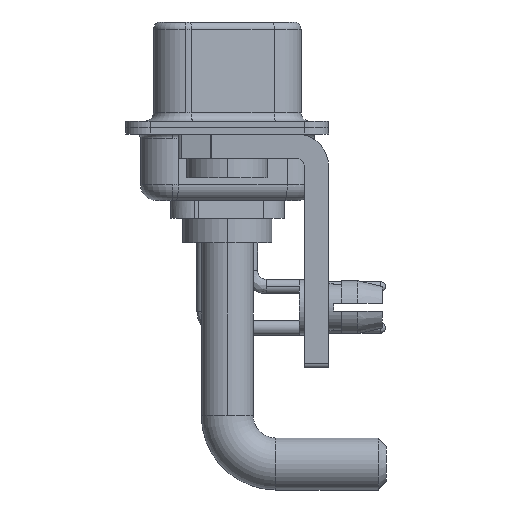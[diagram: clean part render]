
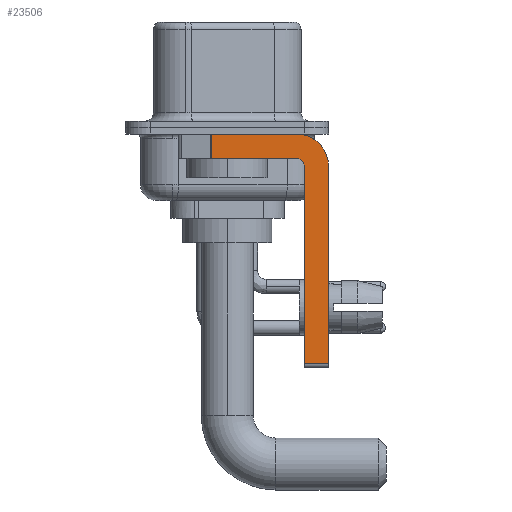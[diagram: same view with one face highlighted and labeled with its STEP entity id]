
A CAD part, left-side view. The second image highlights one B-rep face of the part: STEP entity #23506.
In plain terms, the highlighted planar face has unit normal (-1, 0, 0).
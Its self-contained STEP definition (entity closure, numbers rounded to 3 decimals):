
#175 = CARTESIAN_POINT ( 'NONE',  ( -2.9, -4.75, -2.4 ) ) ;
#184 = DIRECTION ( 'NONE',  ( 1., 0., 0. ) ) ;
#484 = DIRECTION ( 'NONE',  ( 0., -1., 0. ) ) ;
#610 = CARTESIAN_POINT ( 'NONE',  ( -2.9, -4.25, -14.55 ) ) ;
#947 = LINE ( 'NONE', #22475, #8080 ) ;
#1351 = DIRECTION ( 'NONE',  ( 0., 0., 1. ) ) ;
#1727 = VERTEX_POINT ( 'NONE', #4188 ) ;
#2059 = PLANE ( 'NONE',  #2087 ) ;
#2087 = AXIS2_PLACEMENT_3D ( 'NONE', #14011, #21588, #8146 ) ;
#2150 = DIRECTION ( 'NONE',  ( 0., 0., -1. ) ) ;
#2481 = CIRCLE ( 'NONE', #23519, 2. ) ;
#2849 = DIRECTION ( 'NONE',  ( 0., 1., 0. ) ) ;
#2896 = ORIENTED_EDGE ( 'NONE', *, *, #24557, .T. ) ;
#3373 = DIRECTION ( 'NONE',  ( 0., -1., 0. ) ) ;
#3581 = VERTEX_POINT ( 'NONE', #10927 ) ;
#3762 = EDGE_CURVE ( 'NONE', #21367, #23381, #11803, .T. ) ;
#4188 = CARTESIAN_POINT ( 'NONE',  ( -2.9, 0.978, -0.4 ) ) ;
#4294 = CARTESIAN_POINT ( 'NONE',  ( -2.9, -4.75, -14.8 ) ) ;
#5113 = DIRECTION ( 'NONE',  ( 0., 0., -1. ) ) ;
#5661 = VECTOR ( 'NONE', #3373, 1000. ) ;
#5756 = VECTOR ( 'NONE', #484, 1000. ) ;
#6552 = EDGE_CURVE ( 'NONE', #1727, #3581, #11491, .T. ) ;
#6562 = CARTESIAN_POINT ( 'NONE',  ( -2.9, -4.25, -1.9 ) ) ;
#7858 = EDGE_CURVE ( 'NONE', #1727, #16266, #947, .T. ) ;
#8080 = VECTOR ( 'NONE', #5113, 1000. ) ;
#8146 = DIRECTION ( 'NONE',  ( 0., 0., -1. ) ) ;
#8461 = LINE ( 'NONE', #610, #5756 ) ;
#9298 = EDGE_CURVE ( 'NONE', #3581, #21367, #2481, .T. ) ;
#9580 = ORIENTED_EDGE ( 'NONE', *, *, #15173, .F. ) ;
#9649 = LINE ( 'NONE', #4294, #18275 ) ;
#9680 = VERTEX_POINT ( 'NONE', #6562 ) ;
#10067 = VERTEX_POINT ( 'NONE', #21757 ) ;
#10927 = CARTESIAN_POINT ( 'NONE',  ( -2.9, -4.25, -0.4 ) ) ;
#11249 = ORIENTED_EDGE ( 'NONE', *, *, #7858, .T. ) ;
#11491 = LINE ( 'NONE', #15299, #5661 ) ;
#11554 = CARTESIAN_POINT ( 'NONE',  ( -2.9, -6.25, -2.4 ) ) ;
#11803 = LINE ( 'NONE', #11554, #17617 ) ;
#12037 = ORIENTED_EDGE ( 'NONE', *, *, #14144, .F. ) ;
#14011 = CARTESIAN_POINT ( 'NONE',  ( -2.9, -4.25, -2.4 ) ) ;
#14144 = EDGE_CURVE ( 'NONE', #9680, #16266, #18571, .T. ) ;
#14546 = CARTESIAN_POINT ( 'NONE',  ( -2.9, -6.25, -2.4 ) ) ;
#14644 = CARTESIAN_POINT ( 'NONE',  ( -2.9, -4.25, -1.9 ) ) ;
#14907 = EDGE_LOOP ( 'NONE', ( #18396, #11249, #12037, #9580, #16319, #2896, #21886, #14948 ) ) ;
#14948 = ORIENTED_EDGE ( 'NONE', *, *, #9298, .F. ) ;
#15173 = EDGE_CURVE ( 'NONE', #23481, #9680, #22494, .T. ) ;
#15279 = CARTESIAN_POINT ( 'NONE',  ( -2.9, -6.25, -14.55 ) ) ;
#15299 = CARTESIAN_POINT ( 'NONE',  ( -2.9, 3., -0.4 ) ) ;
#15772 = FACE_OUTER_BOUND ( 'NONE', #14907, .T. ) ;
#16266 = VERTEX_POINT ( 'NONE', #23810 ) ;
#16319 = ORIENTED_EDGE ( 'NONE', *, *, #22574, .F. ) ;
#16706 = CARTESIAN_POINT ( 'NONE',  ( -2.9, -4.25, -2.4 ) ) ;
#17562 = CARTESIAN_POINT ( 'NONE',  ( -2.9, -4.25, -2.4 ) ) ;
#17617 = VECTOR ( 'NONE', #2150, 1000. ) ;
#17762 = DIRECTION ( 'NONE',  ( 0., 0., 1. ) ) ;
#18275 = VECTOR ( 'NONE', #17762, 1000. ) ;
#18396 = ORIENTED_EDGE ( 'NONE', *, *, #6552, .F. ) ;
#18571 = LINE ( 'NONE', #14644, #23252 ) ;
#20290 = DIRECTION ( 'NONE',  ( 0., 0., -1. ) ) ;
#20870 = DIRECTION ( 'NONE',  ( -1., 0., 0. ) ) ;
#21367 = VERTEX_POINT ( 'NONE', #14546 ) ;
#21588 = DIRECTION ( 'NONE',  ( 1., 0., 0. ) ) ;
#21757 = CARTESIAN_POINT ( 'NONE',  ( -2.9, -4.75, -14.55 ) ) ;
#21886 = ORIENTED_EDGE ( 'NONE', *, *, #3762, .F. ) ;
#22096 = AXIS2_PLACEMENT_3D ( 'NONE', #16706, #20870, #1351 ) ;
#22475 = CARTESIAN_POINT ( 'NONE',  ( -2.9, 0.978, -1.9 ) ) ;
#22494 = CIRCLE ( 'NONE', #22096, 0.5 ) ;
#22574 = EDGE_CURVE ( 'NONE', #10067, #23481, #9649, .T. ) ;
#23252 = VECTOR ( 'NONE', #2849, 1000. ) ;
#23381 = VERTEX_POINT ( 'NONE', #15279 ) ;
#23481 = VERTEX_POINT ( 'NONE', #175 ) ;
#23506 = ADVANCED_FACE ( 'NONE', ( #15772 ), #2059, .F. ) ;
#23519 = AXIS2_PLACEMENT_3D ( 'NONE', #17562, #184, #20290 ) ;
#23810 = CARTESIAN_POINT ( 'NONE',  ( -2.9, 0.978, -1.9 ) ) ;
#24557 = EDGE_CURVE ( 'NONE', #10067, #23381, #8461, .T. ) ;
